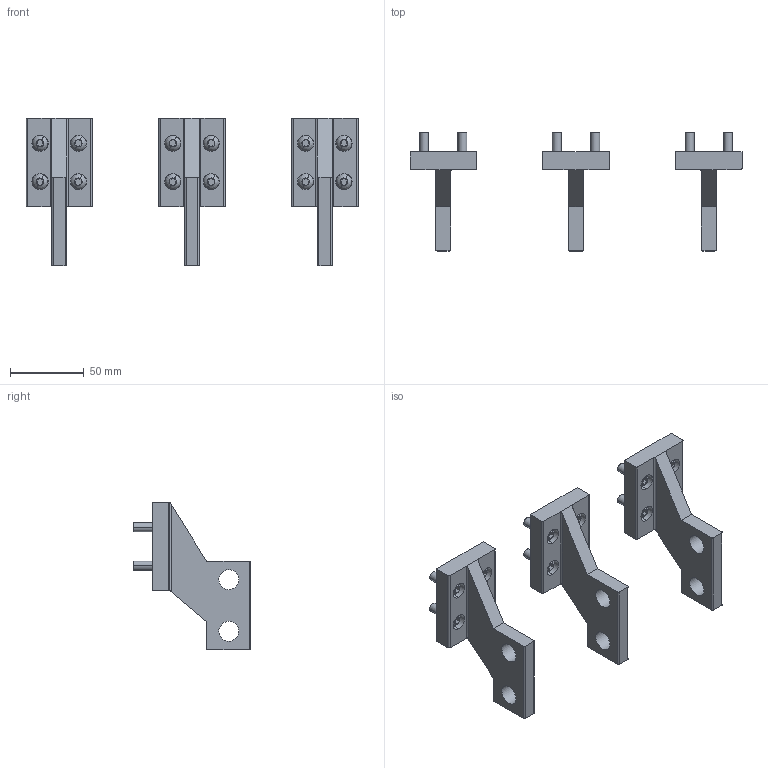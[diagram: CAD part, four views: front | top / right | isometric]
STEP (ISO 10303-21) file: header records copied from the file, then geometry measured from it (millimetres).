
FILE_DESCRIPTION(('CATIA V5 STEP'),'2;1');
FILE_NAME('1SDH001252R0096_1PA_001_01_E2.2_III_F_TERMINALS_SVR_LOWER_2000A.stp','2014-03-07T07:15:35+00:00',('none'),('none'),'CATIA Version 5 Release 20 SP 1 (IN-10)','CATIA V5 STEP AP214','none');
FILE_SCHEMA(('AUTOMOTIVE_DESIGN { 1 0 10303 214 1 1 1 1 }'));
Length unit declared in the file: millimetre
Products named in the file (1): 1SDH001252R0096_1PA_001_01_E2.2_III_F_TERMINALS_SVR_LOWER_2000A
Bounding box: 225 x 79.9 x 100 mm (x, y, z)
Volume: 178783.3 mm3; surface area: 58259.2 mm2
Topology: 15 solids, 15 shells, 351 faces, 807 edges, 522 vertices
Faces by surface type: plane 177, cylinder 126, revolution 24, torus 24
Entity records: 9757 total; most frequent: CARTESIAN_POINT 1972, ORIENTED_EDGE 1614, DIRECTION 1317, EDGE_CURVE 807, AXIS2_PLACEMENT_3D 574, VERTEX_POINT 522, VECTOR 459, LINE 459
